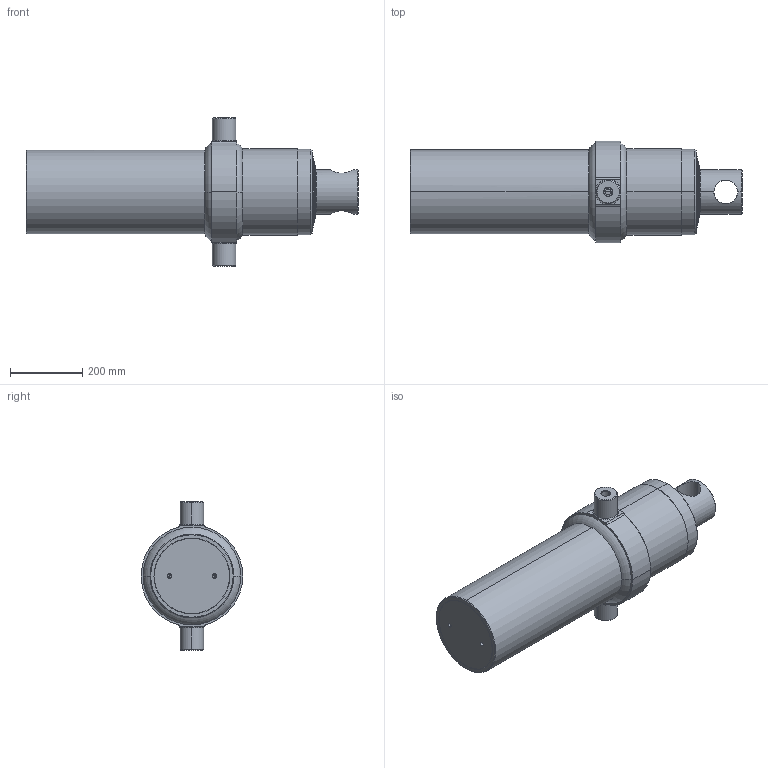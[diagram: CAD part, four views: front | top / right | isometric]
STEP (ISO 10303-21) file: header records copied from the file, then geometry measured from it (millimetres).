
FILE_DESCRIPTION (( 'STEP AP203' ), '1' );
FILE_NAME ('432.L.STEP', '2014-10-27T11:03:24', ( '' ), ( '' ), 'SwSTEP 2.0', 'SolidWorks 2013', '' );
FILE_SCHEMA (( 'CONFIG_CONTROL_DESIGN' ));
Length unit declared in the file: millimetre
Products named in the file (1): 432.L
Bounding box: 918 x 280.48 x 410 mm (x, y, z)
Surface area: 2322077.8 mm2 (no closed solid volume)
Topology: 0 solids, 19 shells, 123 faces, 326 edges, 214 vertices
Faces by surface type: cylinder 55, cone 34, plane 24, torus 10
Entity records: 4491 total; most frequent: CARTESIAN_POINT 1270, DIRECTION 744, ORIENTED_EDGE 558, EDGE_CURVE 326, AXIS2_PLACEMENT_3D 316, VERTEX_POINT 214, CIRCLE 192, EDGE_LOOP 140
